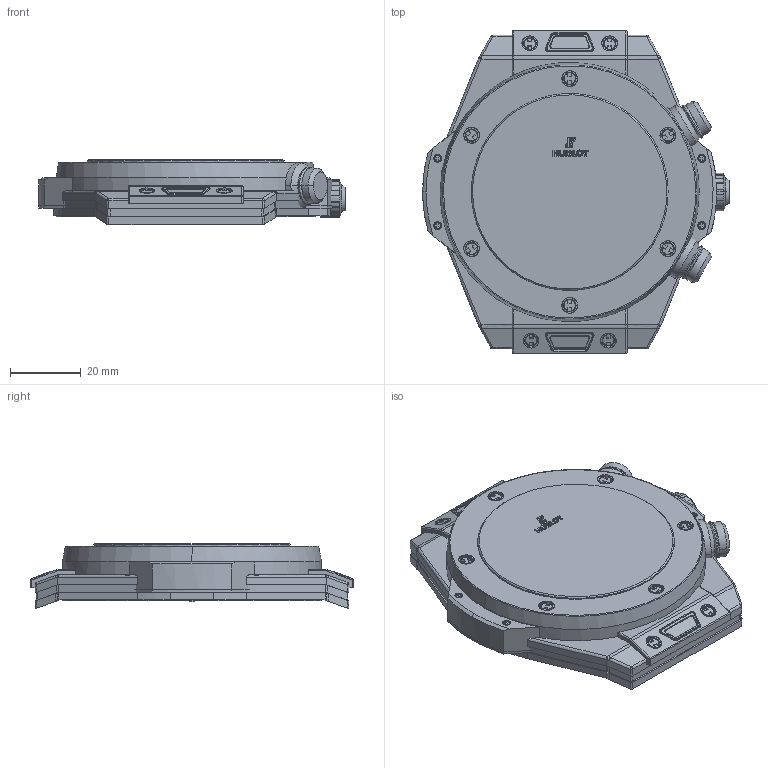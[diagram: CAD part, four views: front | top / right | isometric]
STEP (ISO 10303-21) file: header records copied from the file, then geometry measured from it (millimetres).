
FILE_DESCRIPTION(('FreeCAD Model'),'2;1');
FILE_NAME('Open CASCADE Shape Model','2025-05-04T10:35:03',('FreeCAD'),( 'FreeCAD'),'Open CASCADE STEP processor 7.6','FreeCAD','Unknown');
FILE_SCHEMA(('AUTOMOTIVE_DESIGN { 1 0 10303 214 1 1 1 1 }'));
Products named in the file (1): Open CASCADE STEP translator 7.6 1
Bounding box: 86.78 x 91.68 x 18.59 mm (x, y, z)
Volume: 75513.4 mm3; surface area: 55812.7 mm2
Topology: 211 solids, 215 shells, 7435 faces, 20360 edges, 13565 vertices
Faces by surface type: bspline 7435
Entity records: 261862 total; most frequent: CARTESIAN_POINT 145337, ORIENTED_EDGE 40582, EDGE_CURVE 20296, B_SPLINE_CURVE_WITH_KNOTS 14282, VERTEX_POINT 13565, FACE_BOUND 7965, EDGE_LOOP 7965, ADVANCED_FACE 7435
